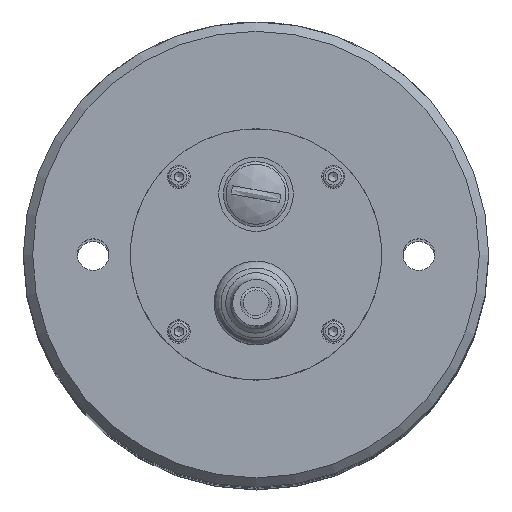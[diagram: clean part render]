
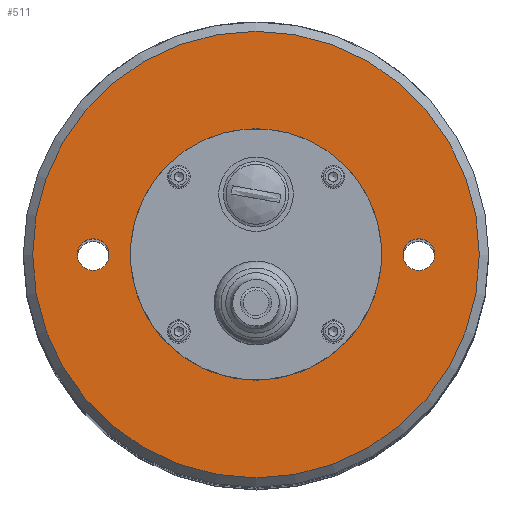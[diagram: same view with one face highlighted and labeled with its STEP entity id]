
A CAD part, top view. The second image highlights one B-rep face of the part: STEP entity #511.
In plain terms, the highlighted planar face has unit normal (0, 0, 1).
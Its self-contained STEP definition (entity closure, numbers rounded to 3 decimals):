
#57 = VERTEX_POINT ( 'NONE', #1149 ) ;
#76 = ORIENTED_EDGE ( 'NONE', *, *, #1451, .T. ) ;
#90 = VERTEX_POINT ( 'NONE', #1916 ) ;
#123 = AXIS2_PLACEMENT_3D ( 'NONE', #755, #952, #743 ) ;
#159 = VERTEX_POINT ( 'NONE', #1844 ) ;
#174 = DIRECTION ( 'NONE',  ( 0., 0., 1. ) ) ;
#215 = CARTESIAN_POINT ( 'NONE',  ( 48., 0., -19. ) ) ;
#297 = CIRCLE ( 'NONE', #1037, 48. ) ;
#311 = DIRECTION ( 'NONE',  ( 0., 0., 1. ) ) ;
#511 = ADVANCED_FACE ( 'NONE', ( #1846, #1843, #1835, #2328, #1869 ), #747, .T. ) ;
#549 = CIRCLE ( 'NONE', #1317, 1.15 ) ;
#563 = CARTESIAN_POINT ( 'NONE',  ( 0., 0., -19. ) ) ;
#581 = DIRECTION ( 'NONE',  ( 1., 0., 0. ) ) ;
#586 = CARTESIAN_POINT ( 'NONE',  ( 0., 20., -19. ) ) ;
#642 = DIRECTION ( 'NONE',  ( 1., 0., 0. ) ) ;
#658 = DIRECTION ( 'NONE',  ( 0., 0., -1. ) ) ;
#686 = CARTESIAN_POINT ( 'NONE',  ( 0., 0., -19. ) ) ;
#741 = EDGE_CURVE ( 'NONE', #159, #159, #1612, .T. ) ;
#743 = DIRECTION ( 'NONE',  ( 1., 0., 0. ) ) ;
#747 = PLANE ( 'NONE',  #123 ) ;
#755 = CARTESIAN_POINT ( 'NONE',  ( 0., 0., -19. ) ) ;
#829 = CIRCLE ( 'NONE', #1644, 3.4 ) ;
#919 = CARTESIAN_POINT ( 'NONE',  ( 35., 0., -19. ) ) ;
#940 = DIRECTION ( 'NONE',  ( 0., 0., -1. ) ) ;
#952 = DIRECTION ( 'NONE',  ( 0., 0., 1. ) ) ;
#976 = ORIENTED_EDGE ( 'NONE', *, *, #2403, .T. ) ;
#992 = CARTESIAN_POINT ( 'NONE',  ( 1.15, 20., -19. ) ) ;
#1037 = AXIS2_PLACEMENT_3D ( 'NONE', #563, #174, #581 ) ;
#1049 = VERTEX_POINT ( 'NONE', #215 ) ;
#1097 = CIRCLE ( 'NONE', #2404, 14.25 ) ;
#1120 = DIRECTION ( 'NONE',  ( 1., 0., 0. ) ) ;
#1149 = CARTESIAN_POINT ( 'NONE',  ( 38.4, 0., -19. ) ) ;
#1272 = AXIS2_PLACEMENT_3D ( 'NONE', #2341, #2336, #2305 ) ;
#1317 = AXIS2_PLACEMENT_3D ( 'NONE', #586, #940, #1740 ) ;
#1318 = VERTEX_POINT ( 'NONE', #992 ) ;
#1451 = EDGE_CURVE ( 'NONE', #90, #90, #1097, .T. ) ;
#1612 = CIRCLE ( 'NONE', #1272, 3.4 ) ;
#1644 = AXIS2_PLACEMENT_3D ( 'NONE', #919, #311, #1120 ) ;
#1650 = EDGE_LOOP ( 'NONE', ( #2400 ) ) ;
#1740 = DIRECTION ( 'NONE',  ( 1., 0., 0. ) ) ;
#1763 = EDGE_CURVE ( 'NONE', #57, #57, #829, .T. ) ;
#1787 = EDGE_LOOP ( 'NONE', ( #76 ) ) ;
#1814 = EDGE_LOOP ( 'NONE', ( #976 ) ) ;
#1819 = ORIENTED_EDGE ( 'NONE', *, *, #1763, .F. ) ;
#1835 = FACE_BOUND ( 'NONE', #1650, .T. ) ;
#1843 = FACE_BOUND ( 'NONE', #1976, .T. ) ;
#1844 = CARTESIAN_POINT ( 'NONE',  ( -31.6, 0., -19. ) ) ;
#1846 = FACE_BOUND ( 'NONE', #2008, .T. ) ;
#1869 = FACE_OUTER_BOUND ( 'NONE', #1814, .T. ) ;
#1916 = CARTESIAN_POINT ( 'NONE',  ( 14.25, 0., -19. ) ) ;
#1976 = EDGE_LOOP ( 'NONE', ( #2399 ) ) ;
#2008 = EDGE_LOOP ( 'NONE', ( #1819 ) ) ;
#2132 = EDGE_CURVE ( 'NONE', #1318, #1318, #549, .T. ) ;
#2305 = DIRECTION ( 'NONE',  ( 1., 0., 0. ) ) ;
#2328 = FACE_BOUND ( 'NONE', #1787, .T. ) ;
#2336 = DIRECTION ( 'NONE',  ( 0., 0., 1. ) ) ;
#2341 = CARTESIAN_POINT ( 'NONE',  ( -35., 0., -19. ) ) ;
#2399 = ORIENTED_EDGE ( 'NONE', *, *, #741, .F. ) ;
#2400 = ORIENTED_EDGE ( 'NONE', *, *, #2132, .T. ) ;
#2403 = EDGE_CURVE ( 'NONE', #1049, #1049, #297, .T. ) ;
#2404 = AXIS2_PLACEMENT_3D ( 'NONE', #686, #658, #642 ) ;
